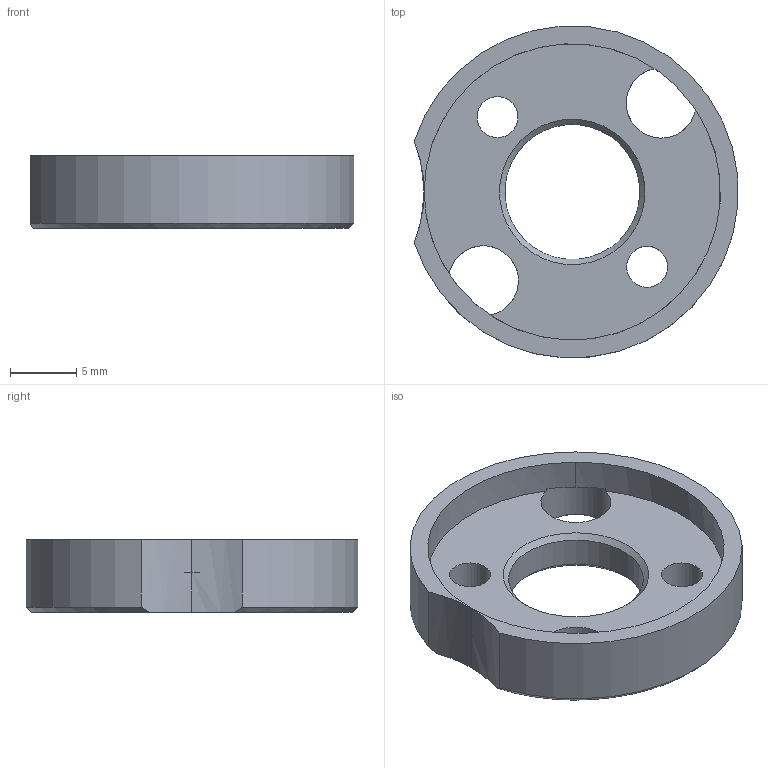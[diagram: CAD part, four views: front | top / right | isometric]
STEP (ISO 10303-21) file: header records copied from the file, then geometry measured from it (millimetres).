
FILE_DESCRIPTION(('FreeCAD Model'),'2;1');
FILE_NAME('leadscrew-nut-adapter-small.step','2020-04-13T20:19:58',('Author'),(''), 'Open CASCADE STEP processor 7.3','FreeCAD','Unknown');
FILE_SCHEMA(('AUTOMOTIVE_DESIGN { 1 0 10303 214 1 1 1 1 }'));
Length unit declared in the file: millimetre
Products named in the file (1): adapter-small-grub-cutout
Bounding box: 24.47 x 25.05 x 5.5 mm (x, y, z)
Volume: 1261.6 mm3; surface area: 1534.8 mm2
Topology: 1 solids, 1 shells, 22 faces, 60 edges, 36 vertices
Faces by surface type: cylinder 11, cone 6, plane 5
Full cylindrical faces by diameter (mm): 3.1 x2, 5.3 x2, 10.2 x1
Entity records: 1676 total; most frequent: CARTESIAN_POINT 291, DIRECTION 236, ORIENTED_EDGE 122, PCURVE 120, DEFINITIONAL_REPRESENTATION 120, LINE 82, VECTOR 82, CIRCLE 70
